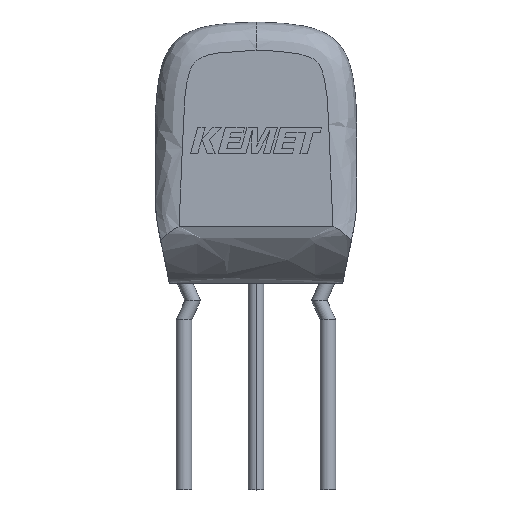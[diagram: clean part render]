
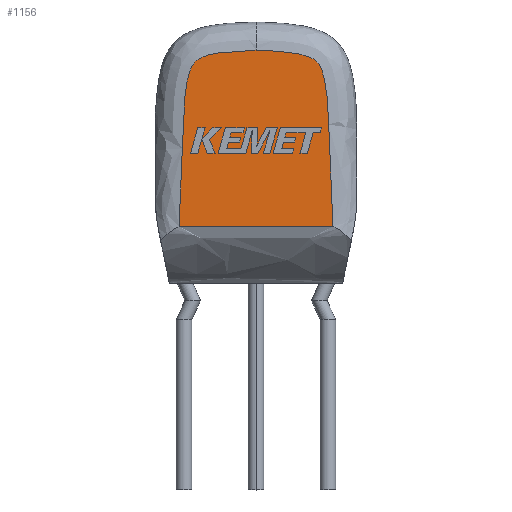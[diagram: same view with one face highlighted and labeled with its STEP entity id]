
A CAD part, top view. The second image highlights one B-rep face of the part: STEP entity #1156.
In plain terms, the highlighted planar face has unit normal (0, 0, 1).
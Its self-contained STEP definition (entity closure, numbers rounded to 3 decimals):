
#179 = CARTESIAN_POINT ( 'NONE',  ( 2.417, 2.78, 4.8 ) ) ;
#198 = CARTESIAN_POINT ( 'NONE',  ( 2.716, -2.434, 4.8 ) ) ;
#213 = CARTESIAN_POINT ( 'NONE',  ( 1.689, 3.616, 4.8 ) ) ;
#500 = ORIENTED_EDGE ( 'NONE', *, *, #2229, .T. ) ;
#534 = CARTESIAN_POINT ( 'NONE',  ( 2.646, -0.749, 4.8 ) ) ;
#548 = EDGE_LOOP ( 'NONE', ( #500, #4579, #4609 ) ) ;
#552 = CARTESIAN_POINT ( 'NONE',  ( 2.604, 0.261, 4.8 ) ) ;
#571 = CARTESIAN_POINT ( 'NONE',  ( -2.563, 1.285, 4.8 ) ) ;
#589 = CARTESIAN_POINT ( 'NONE',  ( -2.688, -1.758, 4.8 ) ) ;
#594 = CARTESIAN_POINT ( 'NONE',  ( -0.905, -2.434, 4.8 ) ) ;
#596 = CARTESIAN_POINT ( 'NONE',  ( 2.576, 0.935, 4.8 ) ) ;
#647 = EDGE_CURVE ( 'NONE', #3557, #1277, #1515, .T. ) ;
#929 = CARTESIAN_POINT ( 'NONE',  ( 2.285, 3.179, 4.8 ) ) ;
#949 = CARTESIAN_POINT ( 'NONE',  ( -1.59, 3.641, 4.8 ) ) ;
#967 = CARTESIAN_POINT ( 'NONE',  ( -2.575, 0.947, 4.8 ) ) ;
#995 = CARTESIAN_POINT ( 'NONE',  ( -1.671, 3.621, 4.8 ) ) ;
#1102 = VERTEX_POINT ( 'NONE', #1485 ) ;
#1156 = ADVANCED_FACE ( 'NONE', ( #2858 ), #3268, .T. ) ;
#1255 = CARTESIAN_POINT ( 'NONE',  ( 0.68, 3.765, 4.8 ) ) ;
#1275 = CARTESIAN_POINT ( 'NONE',  ( 0.34, 3.778, 4.8 ) ) ;
#1277 = VERTEX_POINT ( 'NONE', #3989 ) ;
#1294 = CARTESIAN_POINT ( 'NONE',  ( -2.646, -0.744, 4.8 ) ) ;
#1301 = CARTESIAN_POINT ( 'NONE',  ( -2.716, -2.434, 4.8 ) ) ;
#1485 = CARTESIAN_POINT ( 'NONE',  ( 0., 3.785, 4.8 ) ) ;
#1515 = B_SPLINE_CURVE_WITH_KNOTS ( 'NONE', 3,
 ( #1301, #594, #3772, #4132 ),
 .UNSPECIFIED., .F., .F.,
 ( 4, 4 ),
 ( 0.108, 0.892 ),
 .UNSPECIFIED. ) ;
#1662 = CARTESIAN_POINT ( 'NONE',  ( 2.145, 3.391, 4.8 ) ) ;
#1689 = CARTESIAN_POINT ( 'NONE',  ( 2.688, -1.76, 4.8 ) ) ;
#1707 = CARTESIAN_POINT ( 'NONE',  ( -1.832, 3.57, 4.8 ) ) ;
#1965 = CARTESIAN_POINT ( 'NONE',  ( 2.507, 2.282, 4.8 ) ) ;
#2020 = CARTESIAN_POINT ( 'NONE',  ( 1.357, 3.69, 4.8 ) ) ;
#2033 = CARTESIAN_POINT ( 'NONE',  ( 1.85, 3.563, 4.8 ) ) ;
#2060 = CARTESIAN_POINT ( 'NONE',  ( -1.177, 3.714, 4.8 ) ) ;
#2087 = CARTESIAN_POINT ( 'NONE',  ( -1.912, 3.54, 4.8 ) ) ;
#2229 = EDGE_CURVE ( 'NONE', #1277, #1102, #4555, .T. ) ;
#2383 = CARTESIAN_POINT ( 'NONE',  ( -2.236, 3.273, 4.8 ) ) ;
#2393 = CARTESIAN_POINT ( 'NONE',  ( 0., 3.785, 4.8 ) ) ;
#2408 = CARTESIAN_POINT ( 'NONE',  ( -2.13, 3.406, 4.8 ) ) ;
#2515 = AXIS2_PLACEMENT_3D ( 'NONE', #3235, #2571, #3290 ) ;
#2571 = DIRECTION ( 'NONE',  ( 0., 0., 1. ) ) ;
#2714 = CARTESIAN_POINT ( 'NONE',  ( 2.563, 1.272, 4.8 ) ) ;
#2738 = CARTESIAN_POINT ( 'NONE',  ( -2.276, 3.197, 4.8 ) ) ;
#2747 = CARTESIAN_POINT ( 'NONE',  ( 2.532, 1.946, 4.8 ) ) ;
#2770 = CARTESIAN_POINT ( 'NONE',  ( -2.716, -2.434, 4.8 ) ) ;
#2834 = CARTESIAN_POINT ( 'NONE',  ( -2.716, -2.434, 4.8 ) ) ;
#2858 = FACE_OUTER_BOUND ( 'NONE', #548, .T. ) ;
#3070 = CARTESIAN_POINT ( 'NONE',  ( 1.188, 3.713, 4.8 ) ) ;
#3091 = CARTESIAN_POINT ( 'NONE',  ( -2.603, 0.271, 4.8 ) ) ;
#3124 = CARTESIAN_POINT ( 'NONE',  ( -1.343, 3.692, 4.8 ) ) ;
#3144 = EDGE_CURVE ( 'NONE', #1102, #3557, #3338, .T. ) ;
#3235 = CARTESIAN_POINT ( 'NONE',  ( -2.769, 4.167, 4.8 ) ) ;
#3268 = PLANE ( 'NONE',  #2515 ) ;
#3290 = DIRECTION ( 'NONE',  ( 1., 0., 0. ) ) ;
#3338 = B_SPLINE_CURVE_WITH_KNOTS ( 'NONE', 3,
 ( #2393, #4230, #3455, #2060, #3124, #949, #995, #1707, #2087, #3871, #2408, #2383, #2738, #3827, #3815, #3500, #3843, #571, #967, #3091, #1294, #589, #2770 ),
 .UNSPECIFIED., .F., .F.,
 ( 4, 2, 2, 2, 2, 2, 2, 2, 2, 2, 1, 4 ),
 ( 0., 0.001, 0.002, 0.002, 0.002, 0.002, 0.003, 0.003, 0.004, 0.005, 0.006, 0.008 ),
 .UNSPECIFIED. ) ;
#3418 = CARTESIAN_POINT ( 'NONE',  ( 1.93, 3.532, 4.8 ) ) ;
#3431 = CARTESIAN_POINT ( 'NONE',  ( 2.078, 3.447, 4.8 ) ) ;
#3448 = CARTESIAN_POINT ( 'NONE',  ( 2.246, 3.256, 4.8 ) ) ;
#3455 = CARTESIAN_POINT ( 'NONE',  ( -0.673, 3.765, 4.8 ) ) ;
#3500 = CARTESIAN_POINT ( 'NONE',  ( -2.505, 2.3, 4.8 ) ) ;
#3557 = VERTEX_POINT ( 'NONE', #2834 ) ;
#3772 = CARTESIAN_POINT ( 'NONE',  ( 0.905, -2.434, 4.8 ) ) ;
#3815 = CARTESIAN_POINT ( 'NONE',  ( -2.413, 2.798, 4.8 ) ) ;
#3827 = CARTESIAN_POINT ( 'NONE',  ( -2.374, 2.962, 4.8 ) ) ;
#3843 = CARTESIAN_POINT ( 'NONE',  ( -2.531, 1.961, 4.8 ) ) ;
#3871 = CARTESIAN_POINT ( 'NONE',  ( -2.06, 3.459, 4.8 ) ) ;
#3989 = CARTESIAN_POINT ( 'NONE',  ( 2.716, -2.434, 4.8 ) ) ;
#4132 = CARTESIAN_POINT ( 'NONE',  ( 2.716, -2.434, 4.8 ) ) ;
#4230 = CARTESIAN_POINT ( 'NONE',  ( -0.337, 3.778, 4.8 ) ) ;
#4479 = CARTESIAN_POINT ( 'NONE',  ( 2.379, 2.944, 4.8 ) ) ;
#4522 = CARTESIAN_POINT ( 'NONE',  ( 0., 3.785, 4.8 ) ) ;
#4538 = CARTESIAN_POINT ( 'NONE',  ( 1.606, 3.637, 4.8 ) ) ;
#4555 = B_SPLINE_CURVE_WITH_KNOTS ( 'NONE', 3,
 ( #198, #1689, #534, #552, #596, #2714, #2747, #1965, #179, #4479, #929, #3448, #1662, #3431, #3418, #2033, #213, #4538, #2020, #3070, #1255, #1275, #4522 ),
 .UNSPECIFIED., .F., .F.,
 ( 4, 1, 2, 2, 2, 2, 2, 2, 2, 2, 2, 4 ),
 ( 0., 0.002, 0.003, 0.004, 0.005, 0.006, 0.006, 0.006, 0.006, 0.007, 0.007, 0.008 ),
 .UNSPECIFIED. ) ;
#4579 = ORIENTED_EDGE ( 'NONE', *, *, #3144, .T. ) ;
#4609 = ORIENTED_EDGE ( 'NONE', *, *, #647, .T. ) ;
